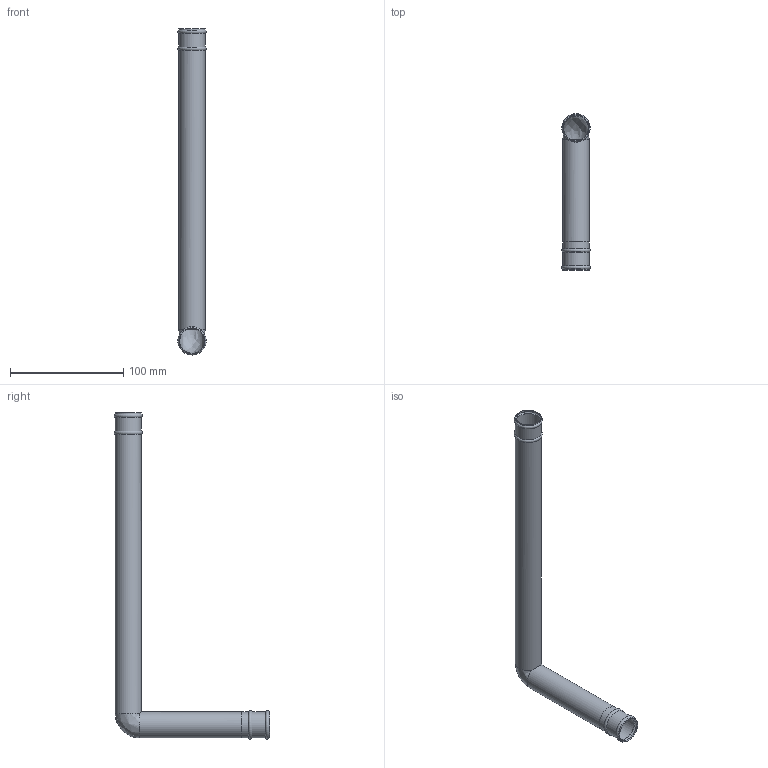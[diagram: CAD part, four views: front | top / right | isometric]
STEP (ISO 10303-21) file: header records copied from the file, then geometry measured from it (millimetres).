
FILE_DESCRIPTION(/* description */ (''),/* implementation_level */ '2;1');
FILE_NAME(/* name */ 'Corrugated tube 22mm.stp',/* time_stamp */ '2020-08-22T12:57:17-04:00',/* author */ ('ignac'),/* organization */ (''),/* preprocessor_version */ 'ST-DEVELOPER v18',/* originating_system */ 'Autodesk Inventor 2020',/* authorisation */ '');
FILE_SCHEMA (('AUTOMOTIVE_DESIGN { 1 0 10303 214 3 1 1 }'));
Length unit declared in the file: millimetre
Products named in the file (1): Corrugated tube 22mm
Bounding box: 25 x 137.5 x 287.5 mm (x, y, z)
Volume: 14086.1 mm3; surface area: 56722.3 mm2
Topology: 2 solids, 2 shells, 28 faces, 90 edges, 62 vertices
Faces by surface type: cylinder 14, torus 8, plane 4, bspline 2
Full cylindrical faces by diameter (mm): 22 x7, 23 x7
Entity records: 1126 total; most frequent: CARTESIAN_POINT 229, DIRECTION 212, ORIENTED_EDGE 172, AXIS2_PLACEMENT_3D 99, EDGE_CURVE 86, CIRCLE 70, VERTEX_POINT 62, EDGE_LOOP 32
